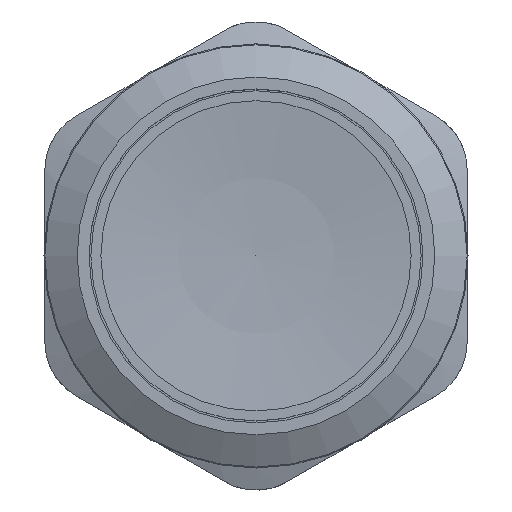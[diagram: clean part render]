
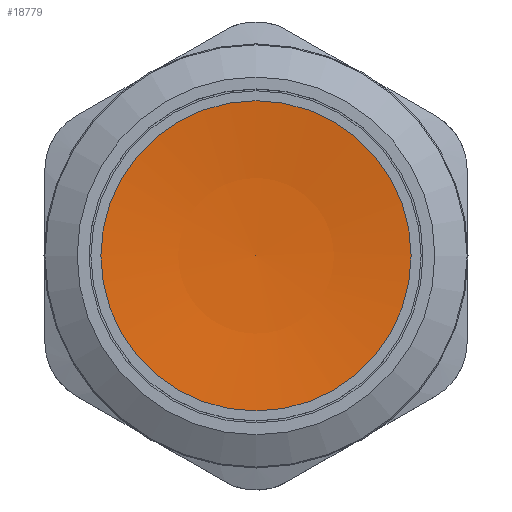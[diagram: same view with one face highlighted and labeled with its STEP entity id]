
A CAD part, top view. The second image highlights one B-rep face of the part: STEP entity #18779.
In plain terms, the highlighted spherical face has radius 134.161 mm.
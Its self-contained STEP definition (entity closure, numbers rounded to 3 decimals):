
#107=SPHERICAL_SURFACE('',#50135,134.161);
#16061=FACE_OUTER_BOUND('',#21974,.T.);
#18779=ADVANCED_FACE('',(#16061),#107,.F.);
#21974=EDGE_LOOP('',(#35290));
#35290=ORIENTED_EDGE('',*,*,#46252,.T.);
#39594=VERTEX_POINT('',#82441);
#46252=EDGE_CURVE('',#39594,#39594,#46958,.T.);
#46958=CIRCLE('',#50129,16.35);
#50129=AXIS2_PLACEMENT_3D('',#82440,#62176,#62177);
#50135=AXIS2_PLACEMENT_3D('',#82448,#62188,#62189);
#62176=DIRECTION('',(0.,0.,1.));
#62177=DIRECTION('',(1.,0.,0.));
#62188=DIRECTION('',(0.,0.,1.));
#62189=DIRECTION('',(1.,0.,0.));
#82440=CARTESIAN_POINT('',(0.,0.,
21.05));
#82441=CARTESIAN_POINT('',(16.35,0.,21.05));
#82448=CARTESIAN_POINT('',(0.,0.,
154.211));
